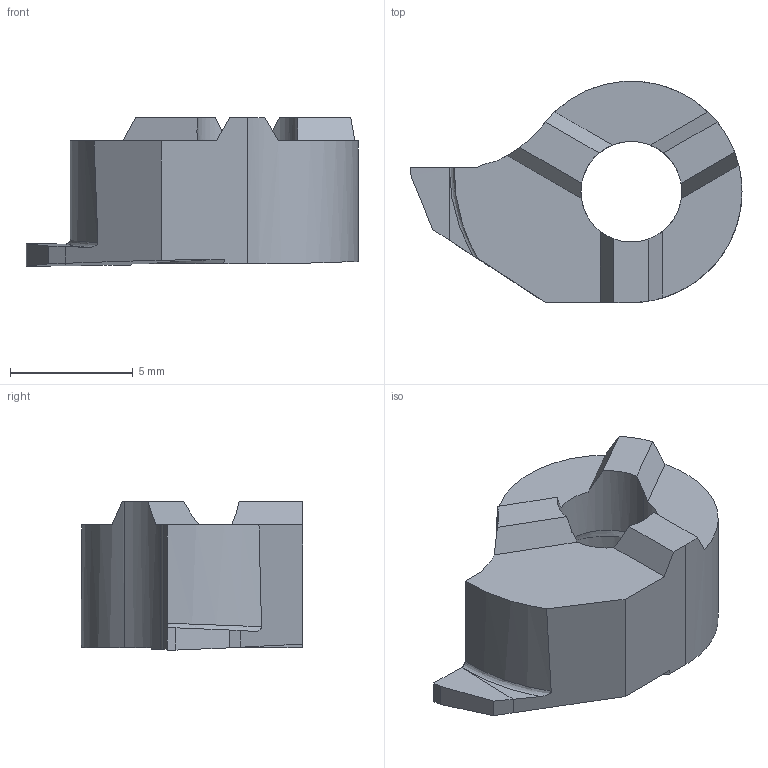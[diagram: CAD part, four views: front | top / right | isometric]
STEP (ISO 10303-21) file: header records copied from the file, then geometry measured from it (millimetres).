
FILE_DESCRIPTION(/* description */ (''),/* implementation_level */ '2;1');
FILE_NAME(/* name */ '1637921621203.stp',/* time_stamp */ '2021-11-26T15:43:51+05:00',/* author */ (''),/* organization */ ('SMS'),/* preprocessor_version */ 'ST-DEVELOPER v16.7',/* originating_system */ 'SIEMENS PLM Software NX 12.0',/* authorisation */ '');
FILE_SCHEMA (('AUTOMOTIVE_DESIGN { 1 0 10303 214 3 1 1 1 }'));
Length unit declared in the file: millimetre
Products named in the file (1): 203812509mod000_00
Bounding box: 13.5 x 9 x 6.05 mm (x, y, z)
Volume: 303.4 mm3; surface area: 402.6 mm2
Topology: 2 solids, 2 shells, 42 faces, 118 edges, 81 vertices
Faces by surface type: plane 25, cylinder 8, bspline 7, cone 2
Entity records: 1549 total; most frequent: CARTESIAN_POINT 496, ORIENTED_EDGE 234, DIRECTION 180, EDGE_CURVE 117, VERTEX_POINT 77, AXIS2_PLACEMENT_3D 66, LINE 48, VECTOR 48
